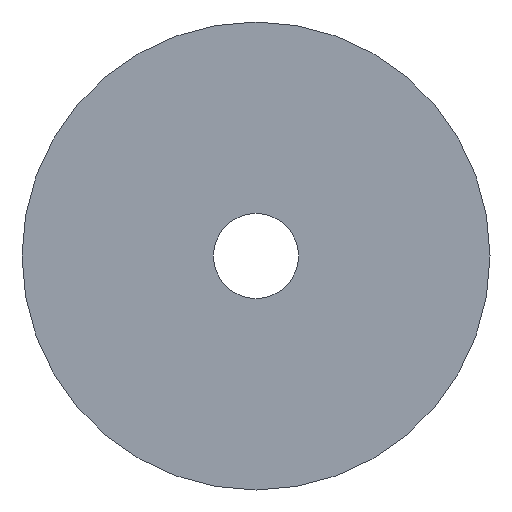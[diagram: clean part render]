
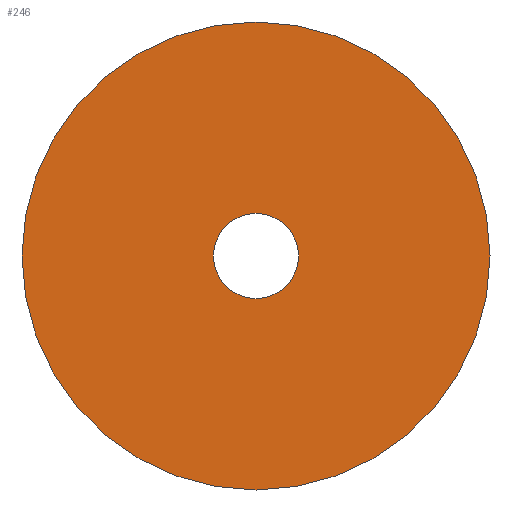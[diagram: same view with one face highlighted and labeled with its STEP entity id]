
A CAD part, front view. The second image highlights one B-rep face of the part: STEP entity #246.
In plain terms, the highlighted planar face has unit normal (0, -1, 0).
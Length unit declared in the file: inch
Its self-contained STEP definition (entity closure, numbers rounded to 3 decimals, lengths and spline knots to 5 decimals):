
#6 = AXIS2_PLACEMENT_3D ( 'NONE', #7, #42, #64 ) ;
#7 = CARTESIAN_POINT ( 'NONE',  ( 0., 0., 0. ) ) ;
#12 = VERTEX_POINT ( 'NONE', #124 ) ;
#13 = DIRECTION ( 'NONE',  ( 0., 1., 0. ) ) ;
#16 = CIRCLE ( 'NONE', #75, 0.125 ) ;
#25 = ORIENTED_EDGE ( 'NONE', *, *, #113, .T. ) ;
#26 = CARTESIAN_POINT ( 'NONE',  ( 0., 0., 0. ) ) ;
#28 = ORIENTED_EDGE ( 'NONE', *, *, #224, .F. ) ;
#31 = VERTEX_POINT ( 'NONE', #232 ) ;
#42 = DIRECTION ( 'NONE',  ( 0., 1., 0. ) ) ;
#50 = CIRCLE ( 'NONE', #107, 0.125 ) ;
#53 = EDGE_CURVE ( 'NONE', #184, #31, #16, .T. ) ;
#59 = DIRECTION ( 'NONE',  ( 0., 0., 1. ) ) ;
#60 = DIRECTION ( 'NONE',  ( 0., 1., 0. ) ) ;
#62 = DIRECTION ( 'NONE',  ( 0., 1., 0. ) ) ;
#64 = DIRECTION ( 'NONE',  ( 0., 0., 1. ) ) ;
#70 = EDGE_CURVE ( 'NONE', #12, #97, #209, .T. ) ;
#75 = AXIS2_PLACEMENT_3D ( 'NONE', #204, #60, #78 ) ;
#78 = DIRECTION ( 'NONE',  ( 0., 0., 1. ) ) ;
#97 = VERTEX_POINT ( 'NONE', #162 ) ;
#99 = ORIENTED_EDGE ( 'NONE', *, *, #70, .F. ) ;
#104 = DIRECTION ( 'NONE',  ( 0., 0., 1. ) ) ;
#107 = AXIS2_PLACEMENT_3D ( 'NONE', #208, #244, #59 ) ;
#113 = EDGE_CURVE ( 'NONE', #31, #184, #50, .T. ) ;
#123 = DIRECTION ( 'NONE',  ( 0., 0., 1. ) ) ;
#124 = CARTESIAN_POINT ( 'NONE',  ( 0., 0., -0.6875 ) ) ;
#146 = PLANE ( 'NONE',  #179 ) ;
#157 = CIRCLE ( 'NONE', #6, 0.6875 ) ;
#159 = ORIENTED_EDGE ( 'NONE', *, *, #53, .T. ) ;
#162 = CARTESIAN_POINT ( 'NONE',  ( 0., 0., 0.6875 ) ) ;
#170 = AXIS2_PLACEMENT_3D ( 'NONE', #212, #62, #104 ) ;
#179 = AXIS2_PLACEMENT_3D ( 'NONE', #26, #13, #123 ) ;
#184 = VERTEX_POINT ( 'NONE', #239 ) ;
#192 = EDGE_LOOP ( 'NONE', ( #99, #28 ) ) ;
#204 = CARTESIAN_POINT ( 'NONE',  ( 0., 0., 0. ) ) ;
#208 = CARTESIAN_POINT ( 'NONE',  ( 0., 0., 0. ) ) ;
#209 = CIRCLE ( 'NONE', #170, 0.6875 ) ;
#212 = CARTESIAN_POINT ( 'NONE',  ( 0., 0., 0. ) ) ;
#223 = FACE_OUTER_BOUND ( 'NONE', #192, .T. ) ;
#224 = EDGE_CURVE ( 'NONE', #97, #12, #157, .T. ) ;
#231 = FACE_BOUND ( 'NONE', #243, .T. ) ;
#232 = CARTESIAN_POINT ( 'NONE',  ( 0., 0., 0.125 ) ) ;
#239 = CARTESIAN_POINT ( 'NONE',  ( 0., 0., -0.125 ) ) ;
#243 = EDGE_LOOP ( 'NONE', ( #25, #159 ) ) ;
#244 = DIRECTION ( 'NONE',  ( 0., 1., 0. ) ) ;
#246 = ADVANCED_FACE ( 'NONE', ( #231, #223 ), #146, .F. ) ;
